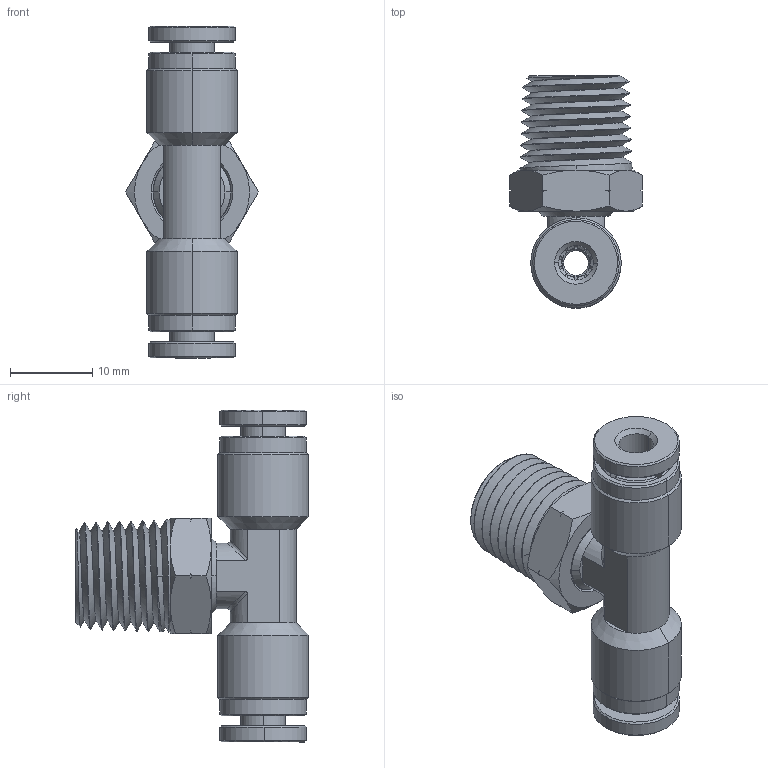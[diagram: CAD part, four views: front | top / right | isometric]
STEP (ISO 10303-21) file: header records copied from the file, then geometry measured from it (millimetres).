
FILE_DESCRIPTION (( 'STEP AP214' ), '1' );
FILE_NAME ('BTS5-32N1-4W.STEP', '2018-07-24T19:29:24', ( '' ), ( '' ), 'SwSTEP 2.0', 'SolidWorks 2016', '' );
FILE_SCHEMA (( 'AUTOMOTIVE_DESIGN' ));
Length unit declared in the file: millimetre
Products named in the file (1): BTS5-32N1-4W
Bounding box: 16.17 x 28.3 x 40.38 mm (x, y, z)
Volume: 3984.8 mm3; surface area: 6401.3 mm2
Topology: 12 solids, 12 shells, 724 faces, 1926 edges, 1237 vertices
Faces by surface type: cone 277, plane 245, cylinder 146, bspline 52, torus 4
Entity records: 35507 total; most frequent: CARTESIAN_POINT 10368, ORIENTED_EDGE 3848, DIRECTION 3240, EDGE_CURVE 1924, AXIS2_PLACEMENT_3D 1318, VERTEX_POINT 1237, EDGE_LOOP 763, UNCERTAINTY_MEASURE_WITH_UNIT 738
